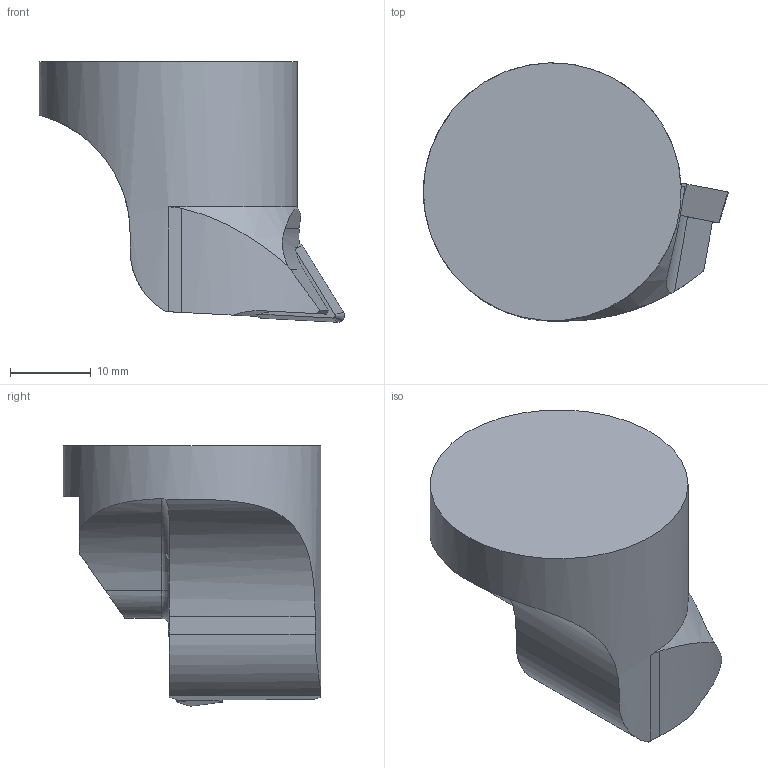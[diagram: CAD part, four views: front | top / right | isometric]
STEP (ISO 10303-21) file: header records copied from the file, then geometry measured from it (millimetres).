
FILE_DESCRIPTION(/* description */ (''),/* implementation_level */ '2;1');
FILE_NAME(/* name */ '1558418948586.stp',/* time_stamp */ '2019-05-21T11:39:20+05:00',/* author */ (''),/* organization */ ('SMS'),/* preprocessor_version */ 'ST-DEVELOPER v15',/* originating_system */ 'SIEMENS PLM Software NX 8.5',/* authorisation */ '');
FILE_SCHEMA (('AUTOMOTIVE_DESIGN { 1 0 10303 214 3 1 1 1 }'));
Length unit declared in the file: millimetre
Products named in the file (4): IsoTurningInsert; ASSEMBLY_CONSTRUCTION; 201785281mod000_00; 201785279mod000_00
Assembly tree (3 placements, depth 2):
  201785279mod000_00
    201785281mod000_00
    ASSEMBLY_CONSTRUCTION
    IsoTurningInsert
Bounding box: 37.87 x 32 x 32.32 mm (x, y, z)
Volume: 16421.1 mm3; surface area: 4593.4 mm2
Topology: 2 solids, 2 shells, 56 faces, 150 edges, 105 vertices
Faces by surface type: plane 27, cylinder 12, cone 10, torus 7
Full cylindrical faces by diameter (mm): 4.4 x2, 32 x1
Entity records: 2006 total; most frequent: CARTESIAN_POINT 481, DIRECTION 307, ORIENTED_EDGE 270, EDGE_CURVE 135, AXIS2_PLACEMENT_3D 124, VERTEX_POINT 93, EDGE_LOOP 68, LINE 59
